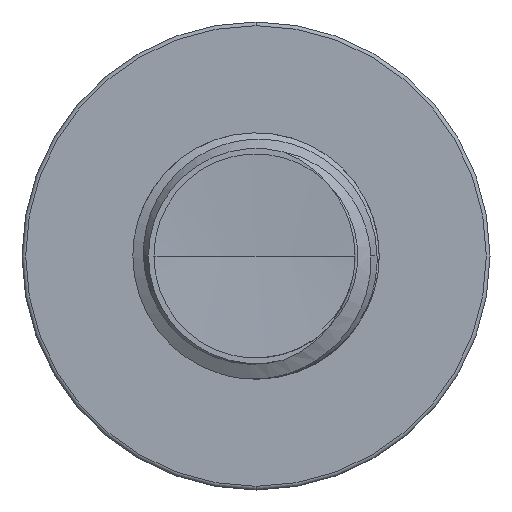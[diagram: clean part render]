
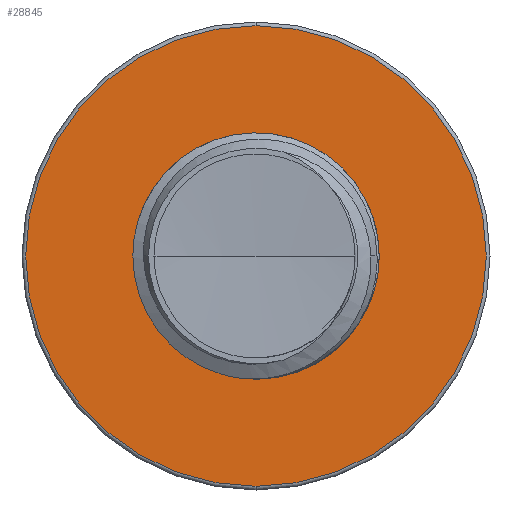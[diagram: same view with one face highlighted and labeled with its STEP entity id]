
A CAD part, front view. The second image highlights one B-rep face of the part: STEP entity #28845.
In plain terms, the highlighted planar face has unit normal (0, -1, 0).
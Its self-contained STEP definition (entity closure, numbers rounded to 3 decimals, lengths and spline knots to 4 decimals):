
#545 = AXIS2_PLACEMENT_3D ( 'NONE', #15150, #1032, #17524 ) ;
#969 = AXIS2_PLACEMENT_3D ( 'NONE', #29927, #16114, #2036 ) ;
#1032 = DIRECTION ( 'NONE',  ( 0., -1., 0. ) ) ;
#2036 = DIRECTION ( 'NONE',  ( 0., 0., -1. ) ) ;
#3108 = DIRECTION ( 'NONE',  ( 0., -1., 0. ) ) ;
#3223 = DIRECTION ( 'NONE',  ( 0., -1., 0. ) ) ;
#3885 = FACE_OUTER_BOUND ( 'NONE', #4165, .T. ) ;
#4034 = CARTESIAN_POINT ( 'NONE',  ( 0., 11., 2.4379 ) ) ;
#4058 = CARTESIAN_POINT ( 'NONE',  ( 0., 11., -2.4379 ) ) ;
#4078 = CARTESIAN_POINT ( 'NONE',  ( 0., 11., -4.675 ) ) ;
#4165 = EDGE_LOOP ( 'NONE', ( #28155, #28509 ) ) ;
#6023 = EDGE_CURVE ( 'NONE', #6516, #8517, #6170, .T. ) ;
#6170 = CIRCLE ( 'NONE', #13665, 2.4379 ) ;
#6516 = VERTEX_POINT ( 'NONE', #4034 ) ;
#8245 = DIRECTION ( 'NONE',  ( 0., -1., 0. ) ) ;
#8517 = VERTEX_POINT ( 'NONE', #4058 ) ;
#9616 = EDGE_CURVE ( 'NONE', #19806, #14810, #25790, .T. ) ;
#9643 = CARTESIAN_POINT ( 'NONE',  ( 0., 11., 4.675 ) ) ;
#11735 = AXIS2_PLACEMENT_3D ( 'NONE', #16733, #3108, #19529 ) ;
#13665 = AXIS2_PLACEMENT_3D ( 'NONE', #22229, #8245, #24486 ) ;
#14810 = VERTEX_POINT ( 'NONE', #9643 ) ;
#14891 = PLANE ( 'NONE',  #29511 ) ;
#15150 = CARTESIAN_POINT ( 'NONE',  ( 0., 11., 0. ) ) ;
#16114 = DIRECTION ( 'NONE',  ( 0., -1., 0. ) ) ;
#16733 = CARTESIAN_POINT ( 'NONE',  ( 0., 11., 0. ) ) ;
#17108 = ORIENTED_EDGE ( 'NONE', *, *, #19152, .F. ) ;
#17524 = DIRECTION ( 'NONE',  ( 0., 0., -1. ) ) ;
#18837 = ORIENTED_EDGE ( 'NONE', *, *, #6023, .F. ) ;
#19152 = EDGE_CURVE ( 'NONE', #8517, #6516, #28731, .T. ) ;
#19506 = EDGE_CURVE ( 'NONE', #14810, #19806, #19782, .T. ) ;
#19529 = DIRECTION ( 'NONE',  ( 0., 0., -1. ) ) ;
#19650 = DIRECTION ( 'NONE',  ( 0., 0., -1. ) ) ;
#19782 = CIRCLE ( 'NONE', #545, 4.675 ) ;
#19806 = VERTEX_POINT ( 'NONE', #4078 ) ;
#22229 = CARTESIAN_POINT ( 'NONE',  ( 0., 11., 0. ) ) ;
#24486 = DIRECTION ( 'NONE',  ( 0., 0., -1. ) ) ;
#25790 = CIRCLE ( 'NONE', #11735, 4.675 ) ;
#26087 = EDGE_LOOP ( 'NONE', ( #17108, #18837 ) ) ;
#26463 = CARTESIAN_POINT ( 'NONE',  ( 0., 11., 2.4379 ) ) ;
#27222 = FACE_BOUND ( 'NONE', #26087, .T. ) ;
#28155 = ORIENTED_EDGE ( 'NONE', *, *, #9616, .T. ) ;
#28509 = ORIENTED_EDGE ( 'NONE', *, *, #19506, .T. ) ;
#28731 = CIRCLE ( 'NONE', #969, 2.4379 ) ;
#28845 = ADVANCED_FACE ( 'NONE', ( #3885, #27222 ), #14891, .T. ) ;
#29511 = AXIS2_PLACEMENT_3D ( 'NONE', #26463, #3223, #19650 ) ;
#29927 = CARTESIAN_POINT ( 'NONE',  ( 0., 11., 0. ) ) ;
